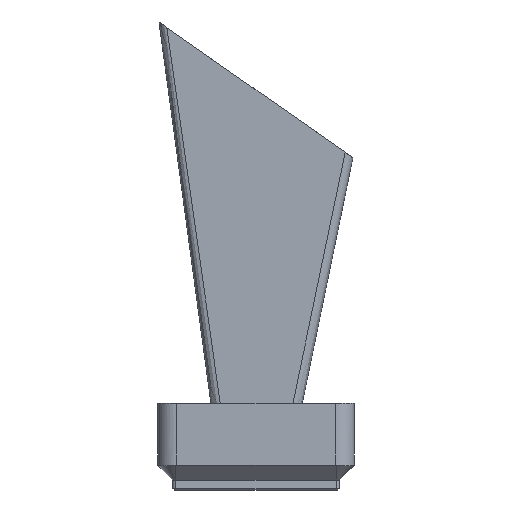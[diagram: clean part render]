
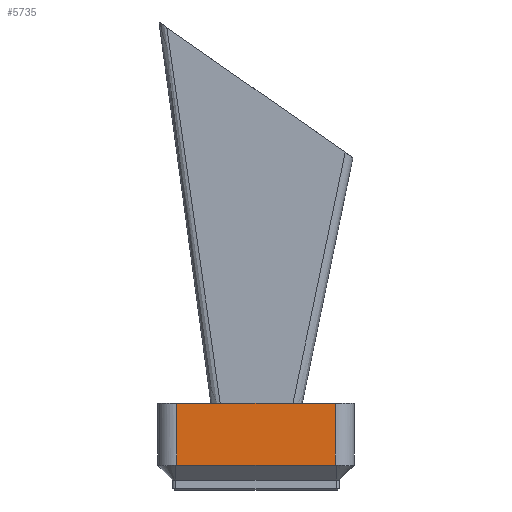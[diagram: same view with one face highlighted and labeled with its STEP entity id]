
A CAD part, left-side view. The second image highlights one B-rep face of the part: STEP entity #5735.
In plain terms, the highlighted planar face has unit normal (-1, 0, 0).
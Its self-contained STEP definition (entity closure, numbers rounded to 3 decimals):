
#5137 = PLANE('',#5138);
#5138 = AXIS2_PLACEMENT_3D('',#5139,#5140,#5141);
#5139 = CARTESIAN_POINT('',(0.,0.,17.8));
#5140 = DIRECTION('',(0.,0.,1.));
#5141 = DIRECTION('',(1.,0.,0.));
#5498 = EDGE_CURVE('',#5499,#5501,#5503,.T.);
#5499 = VERTEX_POINT('',#5500);
#5500 = CARTESIAN_POINT('',(-20.75,-16.75,17.8));
#5501 = VERTEX_POINT('',#5502);
#5502 = CARTESIAN_POINT('',(-20.75,16.75,17.8));
#5503 = SURFACE_CURVE('',#5504,(#5508,#5515),.PCURVE_S1.);
#5504 = LINE('',#5505,#5506);
#5505 = CARTESIAN_POINT('',(-20.75,0.,17.8));
#5506 = VECTOR('',#5507,1.);
#5507 = DIRECTION('',(0.,1.,0.));
#5508 = PCURVE('',#5137,#5509);
#5509 = DEFINITIONAL_REPRESENTATION('',(#5510),#5514);
#5510 = LINE('',#5511,#5512);
#5511 = CARTESIAN_POINT('',(-20.75,0.));
#5512 = VECTOR('',#5513,1.);
#5513 = DIRECTION('',(0.,1.));
#5514 = ( GEOMETRIC_REPRESENTATION_CONTEXT(2) 
PARAMETRIC_REPRESENTATION_CONTEXT() REPRESENTATION_CONTEXT('2D SPACE',''
  ) );
#5515 = PCURVE('',#5516,#5521);
#5516 = PLANE('',#5517);
#5517 = AXIS2_PLACEMENT_3D('',#5518,#5519,#5520);
#5518 = CARTESIAN_POINT('',(-20.75,-16.75,5.));
#5519 = DIRECTION('',(-1.,0.,0.));
#5520 = DIRECTION('',(0.,1.,0.));
#5521 = DEFINITIONAL_REPRESENTATION('',(#5522),#5526);
#5522 = LINE('',#5523,#5524);
#5523 = CARTESIAN_POINT('',(16.75,-12.8));
#5524 = VECTOR('',#5525,1.);
#5525 = DIRECTION('',(1.,0.));
#5526 = ( GEOMETRIC_REPRESENTATION_CONTEXT(2) 
PARAMETRIC_REPRESENTATION_CONTEXT() REPRESENTATION_CONTEXT('2D SPACE',''
  ) );
#5545 = CYLINDRICAL_SURFACE('',#5546,4.);
#5546 = AXIS2_PLACEMENT_3D('',#5547,#5548,#5549);
#5547 = CARTESIAN_POINT('',(-16.75,-16.75,5.));
#5548 = DIRECTION('',(-0.,-0.,-1.));
#5549 = DIRECTION('',(1.,0.,0.));
#5714 = CYLINDRICAL_SURFACE('',#5715,4.);
#5715 = AXIS2_PLACEMENT_3D('',#5716,#5717,#5718);
#5716 = CARTESIAN_POINT('',(-16.75,16.75,5.));
#5717 = DIRECTION('',(-0.,-0.,-1.));
#5718 = DIRECTION('',(1.,0.,0.));
#5735 = ADVANCED_FACE('',(#5736),#5516,.T.);
#5736 = FACE_BOUND('',#5737,.T.);
#5737 = EDGE_LOOP('',(#5738,#5739,#5762,#5790));
#5738 = ORIENTED_EDGE('',*,*,#5498,.T.);
#5739 = ORIENTED_EDGE('',*,*,#5740,.T.);
#5740 = EDGE_CURVE('',#5501,#5741,#5743,.T.);
#5741 = VERTEX_POINT('',#5742);
#5742 = CARTESIAN_POINT('',(-20.75,16.75,4.75));
#5743 = SURFACE_CURVE('',#5744,(#5748,#5755),.PCURVE_S1.);
#5744 = LINE('',#5745,#5746);
#5745 = CARTESIAN_POINT('',(-20.75,16.75,17.8));
#5746 = VECTOR('',#5747,1.);
#5747 = DIRECTION('',(0.,0.,-1.));
#5748 = PCURVE('',#5516,#5749);
#5749 = DEFINITIONAL_REPRESENTATION('',(#5750),#5754);
#5750 = LINE('',#5751,#5752);
#5751 = CARTESIAN_POINT('',(33.5,-12.8));
#5752 = VECTOR('',#5753,1.);
#5753 = DIRECTION('',(0.,1.));
#5754 = ( GEOMETRIC_REPRESENTATION_CONTEXT(2) 
PARAMETRIC_REPRESENTATION_CONTEXT() REPRESENTATION_CONTEXT('2D SPACE',''
  ) );
#5755 = PCURVE('',#5714,#5756);
#5756 = DEFINITIONAL_REPRESENTATION('',(#5757),#5761);
#5757 = LINE('',#5758,#5759);
#5758 = CARTESIAN_POINT('',(-3.142,-12.8));
#5759 = VECTOR('',#5760,1.);
#5760 = DIRECTION('',(0.,1.));
#5761 = ( GEOMETRIC_REPRESENTATION_CONTEXT(2) 
PARAMETRIC_REPRESENTATION_CONTEXT() REPRESENTATION_CONTEXT('2D SPACE',''
  ) );
#5762 = ORIENTED_EDGE('',*,*,#5763,.F.);
#5763 = EDGE_CURVE('',#5764,#5741,#5766,.T.);
#5764 = VERTEX_POINT('',#5765);
#5765 = CARTESIAN_POINT('',(-20.75,-16.75,4.75));
#5766 = SURFACE_CURVE('',#5767,(#5771,#5778),.PCURVE_S1.);
#5767 = LINE('',#5768,#5769);
#5768 = CARTESIAN_POINT('',(-20.75,-8.375,4.75));
#5769 = VECTOR('',#5770,1.);
#5770 = DIRECTION('',(0.,1.,0.));
#5771 = PCURVE('',#5516,#5772);
#5772 = DEFINITIONAL_REPRESENTATION('',(#5773),#5777);
#5773 = LINE('',#5774,#5775);
#5774 = CARTESIAN_POINT('',(8.375,0.25));
#5775 = VECTOR('',#5776,1.);
#5776 = DIRECTION('',(1.,0.));
#5777 = ( GEOMETRIC_REPRESENTATION_CONTEXT(2) 
PARAMETRIC_REPRESENTATION_CONTEXT() REPRESENTATION_CONTEXT('2D SPACE',''
  ) );
#5778 = PCURVE('',#5779,#5784);
#5779 = PLANE('',#5780);
#5780 = AXIS2_PLACEMENT_3D('',#5781,#5782,#5783);
#5781 = CARTESIAN_POINT('',(-21.,0.,5.));
#5782 = DIRECTION('',(0.707,0.,0.707));
#5783 = DIRECTION('',(-0.707,0.,0.707));
#5784 = DEFINITIONAL_REPRESENTATION('',(#5785),#5789);
#5785 = LINE('',#5786,#5787);
#5786 = CARTESIAN_POINT('',(-0.354,8.375));
#5787 = VECTOR('',#5788,1.);
#5788 = DIRECTION('',(-0.,-1.));
#5789 = ( GEOMETRIC_REPRESENTATION_CONTEXT(2) 
PARAMETRIC_REPRESENTATION_CONTEXT() REPRESENTATION_CONTEXT('2D SPACE',''
  ) );
#5790 = ORIENTED_EDGE('',*,*,#5791,.T.);
#5791 = EDGE_CURVE('',#5764,#5499,#5792,.T.);
#5792 = SURFACE_CURVE('',#5793,(#5797,#5804),.PCURVE_S1.);
#5793 = LINE('',#5794,#5795);
#5794 = CARTESIAN_POINT('',(-20.75,-16.75,4.75));
#5795 = VECTOR('',#5796,1.);
#5796 = DIRECTION('',(0.,0.,1.));
#5797 = PCURVE('',#5516,#5798);
#5798 = DEFINITIONAL_REPRESENTATION('',(#5799),#5803);
#5799 = LINE('',#5800,#5801);
#5800 = CARTESIAN_POINT('',(0.,0.25));
#5801 = VECTOR('',#5802,1.);
#5802 = DIRECTION('',(0.,-1.));
#5803 = ( GEOMETRIC_REPRESENTATION_CONTEXT(2) 
PARAMETRIC_REPRESENTATION_CONTEXT() REPRESENTATION_CONTEXT('2D SPACE',''
  ) );
#5804 = PCURVE('',#5545,#5805);
#5805 = DEFINITIONAL_REPRESENTATION('',(#5806),#5810);
#5806 = LINE('',#5807,#5808);
#5807 = CARTESIAN_POINT('',(-3.142,0.25));
#5808 = VECTOR('',#5809,1.);
#5809 = DIRECTION('',(-0.,-1.));
#5810 = ( GEOMETRIC_REPRESENTATION_CONTEXT(2) 
PARAMETRIC_REPRESENTATION_CONTEXT() REPRESENTATION_CONTEXT('2D SPACE',''
  ) );
